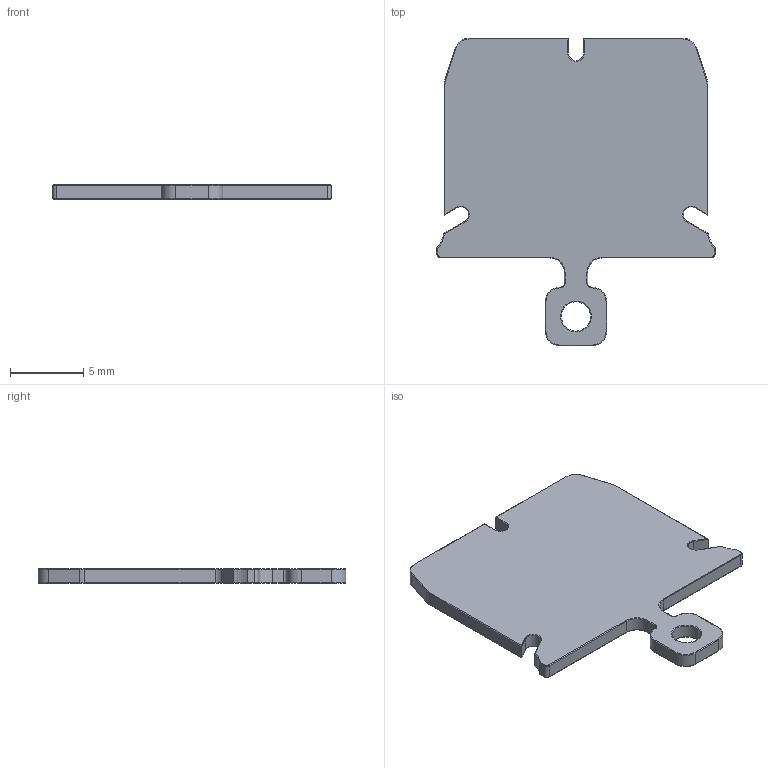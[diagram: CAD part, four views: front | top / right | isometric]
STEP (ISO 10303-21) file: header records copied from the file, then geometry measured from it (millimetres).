
FILE_DESCRIPTION(('CATIA V5 STEP Exchange'),'2;1');
FILE_NAME('SHOM3S.stp','2016-06-08T05:30:50+00:00',('none'),('none'),'CATIA Version 5 Release 20 SP 7 (IN-10)','CATIA V5 STEP AP214','none');
FILE_SCHEMA(('AUTOMOTIVE_DESIGN { 1 0 10303 214 1 1 1 1 }'));
Length unit declared in the file: millimetre
Products named in the file (2): SHOM3S; 40036
Assembly tree (1 placements, depth 2):
  SHOM3S
    40036
Bounding box: 19 x 21 x 1 mm (x, y, z)
Volume: 279.1 mm3; surface area: 648.8 mm2
Topology: 1 solids, 1 shells, 134 faces, 308 edges, 176 vertices
Faces by surface type: cylinder 67, torus 42, plane 25
Entity records: 3646 total; most frequent: CARTESIAN_POINT 680, ORIENTED_EDGE 616, DIRECTION 556, EDGE_CURVE 308, AXIS2_PLACEMENT_3D 288, VERTEX_POINT 176, CIRCLE 156, VECTOR 136
